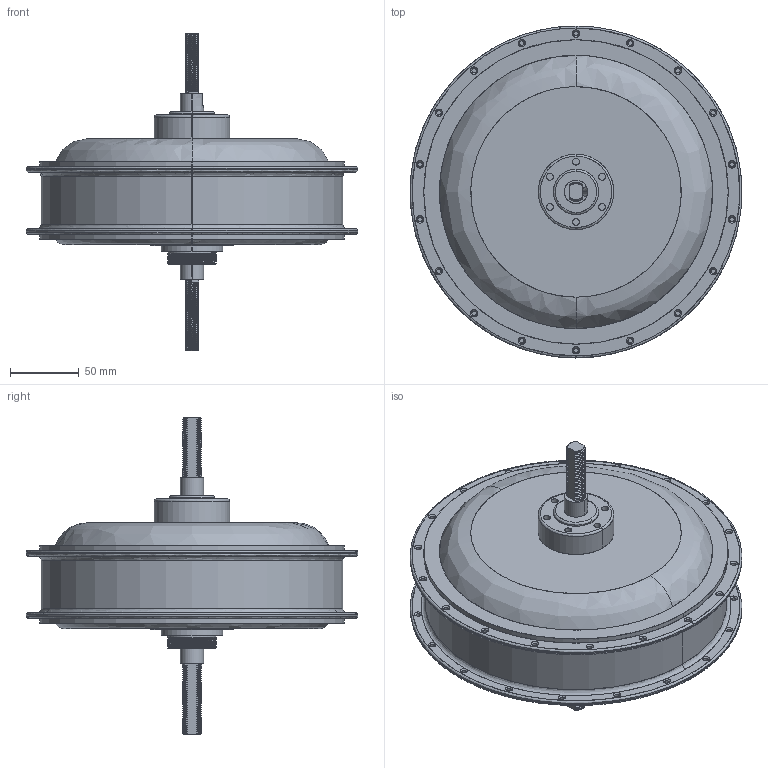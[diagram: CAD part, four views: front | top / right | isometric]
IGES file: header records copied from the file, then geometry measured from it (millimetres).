
Start section: SolidWorks IGES file using analytic representation for surfaces
Global section: file name: XFDD45 FW.IGS; native system: SolidWorks 2014; preprocessor: SolidWorks 2014; author: grin; date: 181228.011108; units: millimetre
Bounding box: 242 x 242 x 231.3 mm (x, y, z)
Surface area: 163250.2 mm2 (no closed solid volume)
Topology: 0 solids, 0 shells, 834 faces, 9830 edges, 9830 vertices
Faces by surface type: revolution 492, bspline 342
